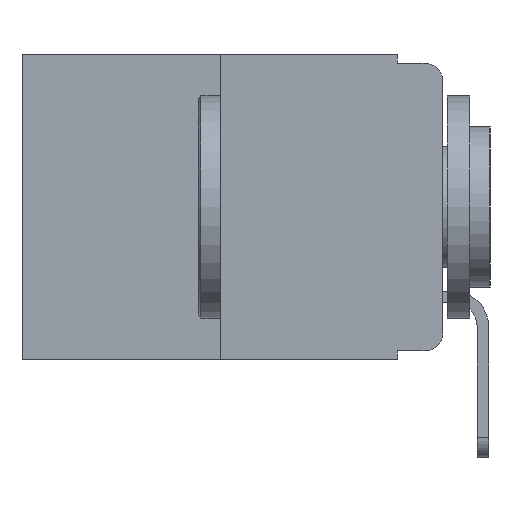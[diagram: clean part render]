
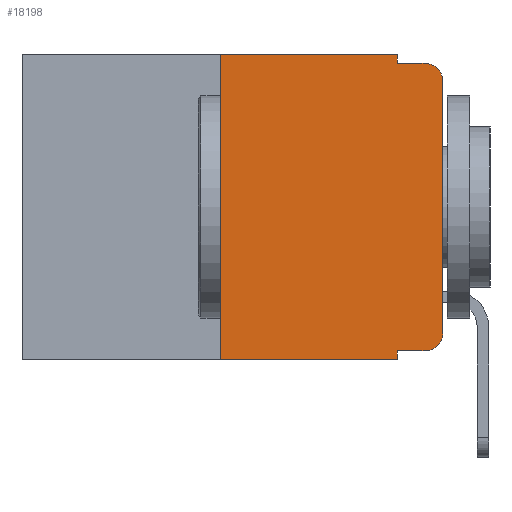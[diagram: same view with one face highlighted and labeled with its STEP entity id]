
A CAD part, left-side view. The second image highlights one B-rep face of the part: STEP entity #18198.
In plain terms, the highlighted planar face has unit normal (-1, 0, 0).
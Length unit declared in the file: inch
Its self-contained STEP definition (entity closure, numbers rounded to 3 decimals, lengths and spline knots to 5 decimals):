
#193 = VECTOR ( 'NONE', #19327, 39.37008 ) ;
#785 = AXIS2_PLACEMENT_3D ( 'NONE', #17323, #9326, #20640 ) ;
#1316 = DIRECTION ( 'NONE',  ( -1., 0., 0. ) ) ;
#1879 = VERTEX_POINT ( 'NONE', #5325 ) ;
#2119 = VERTEX_POINT ( 'NONE', #11086 ) ;
#2317 = CARTESIAN_POINT ( 'NONE',  ( 0., 0.473, 0. ) ) ;
#2866 = LINE ( 'NONE', #8256, #20900 ) ;
#3257 = EDGE_CURVE ( 'NONE', #6452, #4144, #8181, .T. ) ;
#3905 = EDGE_CURVE ( 'NONE', #6452, #11506, #2866, .T. ) ;
#4113 = LINE ( 'NONE', #11179, #15303 ) ;
#4144 = VERTEX_POINT ( 'NONE', #8959 ) ;
#4216 = ORIENTED_EDGE ( 'NONE', *, *, #15946, .T. ) ;
#4428 = ORIENTED_EDGE ( 'NONE', *, *, #3257, .T. ) ;
#4910 = ORIENTED_EDGE ( 'NONE', *, *, #15646, .T. ) ;
#4913 = ORIENTED_EDGE ( 'NONE', *, *, #16919, .F. ) ;
#4958 = CARTESIAN_POINT ( 'NONE',  ( 0., 0.051, 0. ) ) ;
#5325 = CARTESIAN_POINT ( 'NONE',  ( 0., 0.051, -0.01 ) ) ;
#5358 = CARTESIAN_POINT ( 'NONE',  ( 0., 0.25, -0.343 ) ) ;
#5432 = CARTESIAN_POINT ( 'NONE',  ( 0., 0.051, -0.343 ) ) ;
#5720 = ORIENTED_EDGE ( 'NONE', *, *, #15460, .F. ) ;
#5753 = ORIENTED_EDGE ( 'NONE', *, *, #3905, .F. ) ;
#6258 = VERTEX_POINT ( 'NONE', #20513 ) ;
#6452 = VERTEX_POINT ( 'NONE', #16119 ) ;
#6687 = CARTESIAN_POINT ( 'NONE',  ( 0., 0.25, 0. ) ) ;
#6859 = ORIENTED_EDGE ( 'NONE', *, *, #10018, .T. ) ;
#7150 = EDGE_CURVE ( 'NONE', #4144, #6258, #20239, .T. ) ;
#7417 = CARTESIAN_POINT ( 'NONE',  ( 0., 0.051, 0. ) ) ;
#7822 = AXIS2_PLACEMENT_3D ( 'NONE', #12894, #1316, #20915 ) ;
#7898 = ORIENTED_EDGE ( 'NONE', *, *, #12364, .F. ) ;
#8181 = LINE ( 'NONE', #15224, #12287 ) ;
#8256 = CARTESIAN_POINT ( 'NONE',  ( 0., 0.051, 0. ) ) ;
#8648 = ORIENTED_EDGE ( 'NONE', *, *, #21048, .F. ) ;
#8959 = CARTESIAN_POINT ( 'NONE',  ( 0., 0.02, -0.333 ) ) ;
#9145 = AXIS2_PLACEMENT_3D ( 'NONE', #13903, #14029, #15536 ) ;
#9326 = DIRECTION ( 'NONE',  ( 1., 0., 0. ) ) ;
#9807 = DIRECTION ( 'NONE',  ( 0., -1., 0. ) ) ;
#10018 = EDGE_CURVE ( 'NONE', #6258, #2119, #14438, .T. ) ;
#10462 = LINE ( 'NONE', #4958, #16859 ) ;
#10581 = VERTEX_POINT ( 'NONE', #11099 ) ;
#10656 = LINE ( 'NONE', #13039, #15275 ) ;
#11009 = VERTEX_POINT ( 'NONE', #7417 ) ;
#11086 = CARTESIAN_POINT ( 'NONE',  ( 0., 0., -0.03 ) ) ;
#11099 = CARTESIAN_POINT ( 'NONE',  ( 0., 0.02, -0.01 ) ) ;
#11179 = CARTESIAN_POINT ( 'NONE',  ( 0., 0.25, 0. ) ) ;
#11216 = CARTESIAN_POINT ( 'NONE',  ( 0., 0., 0. ) ) ;
#11326 = DIRECTION ( 'NONE',  ( 0., 0., 1. ) ) ;
#11506 = VERTEX_POINT ( 'NONE', #5432 ) ;
#11852 = ORIENTED_EDGE ( 'NONE', *, *, #7150, .T. ) ;
#12269 = DIRECTION ( 'NONE',  ( 0., -1., 0. ) ) ;
#12287 = VECTOR ( 'NONE', #16997, 39.37008 ) ;
#12364 = EDGE_CURVE ( 'NONE', #11009, #1879, #10462, .T. ) ;
#12894 = CARTESIAN_POINT ( 'NONE',  ( 0., 0.02, -0.313 ) ) ;
#12970 = LINE ( 'NONE', #20720, #16534 ) ;
#13011 = LINE ( 'NONE', #2317, #14263 ) ;
#13039 = CARTESIAN_POINT ( 'NONE',  ( 0., 0.473, -0.343 ) ) ;
#13068 = VERTEX_POINT ( 'NONE', #6687 ) ;
#13427 = DIRECTION ( 'NONE',  ( 0., 0., -1. ) ) ;
#13587 = EDGE_LOOP ( 'NONE', ( #6859, #4910, #4913, #7898, #5720, #8648, #4216, #5753, #4428, #11852 ) ) ;
#13903 = CARTESIAN_POINT ( 'NONE',  ( 0., 0.02, -0.03 ) ) ;
#14029 = DIRECTION ( 'NONE',  ( -1., 0., 0. ) ) ;
#14263 = VECTOR ( 'NONE', #16890, 39.37008 ) ;
#14438 = LINE ( 'NONE', #11216, #193 ) ;
#15224 = CARTESIAN_POINT ( 'NONE',  ( 0., 0.051, -0.333 ) ) ;
#15275 = VECTOR ( 'NONE', #9807, 39.37008 ) ;
#15297 = CIRCLE ( 'NONE', #9145, 0.02 ) ;
#15303 = VECTOR ( 'NONE', #11326, 39.37008 ) ;
#15460 = EDGE_CURVE ( 'NONE', #13068, #11009, #13011, .T. ) ;
#15536 = DIRECTION ( 'NONE',  ( 0., 0., -1. ) ) ;
#15646 = EDGE_CURVE ( 'NONE', #2119, #10581, #15297, .T. ) ;
#15704 = FACE_OUTER_BOUND ( 'NONE', #13587, .T. ) ;
#15946 = EDGE_CURVE ( 'NONE', #20448, #11506, #10656, .T. ) ;
#16119 = CARTESIAN_POINT ( 'NONE',  ( 0., 0.051, -0.333 ) ) ;
#16534 = VECTOR ( 'NONE', #12269, 39.37008 ) ;
#16859 = VECTOR ( 'NONE', #18022, 39.37008 ) ;
#16890 = DIRECTION ( 'NONE',  ( 0., -1., 0. ) ) ;
#16919 = EDGE_CURVE ( 'NONE', #1879, #10581, #12970, .T. ) ;
#16997 = DIRECTION ( 'NONE',  ( 0., -1., 0. ) ) ;
#17254 = PLANE ( 'NONE',  #785 ) ;
#17323 = CARTESIAN_POINT ( 'NONE',  ( 0., 0.473, 0. ) ) ;
#18022 = DIRECTION ( 'NONE',  ( 0., 0., -1. ) ) ;
#18198 = ADVANCED_FACE ( 'NONE', ( #15704 ), #17254, .F. ) ;
#19327 = DIRECTION ( 'NONE',  ( 0., 0., 1. ) ) ;
#20239 = CIRCLE ( 'NONE', #7822, 0.02 ) ;
#20448 = VERTEX_POINT ( 'NONE', #5358 ) ;
#20513 = CARTESIAN_POINT ( 'NONE',  ( 0., 0., -0.313 ) ) ;
#20640 = DIRECTION ( 'NONE',  ( 0., 0., -1. ) ) ;
#20720 = CARTESIAN_POINT ( 'NONE',  ( 0., 0.051, -0.01 ) ) ;
#20900 = VECTOR ( 'NONE', #13427, 39.37008 ) ;
#20915 = DIRECTION ( 'NONE',  ( 0., 0., -1. ) ) ;
#21048 = EDGE_CURVE ( 'NONE', #20448, #13068, #4113, .T. ) ;
